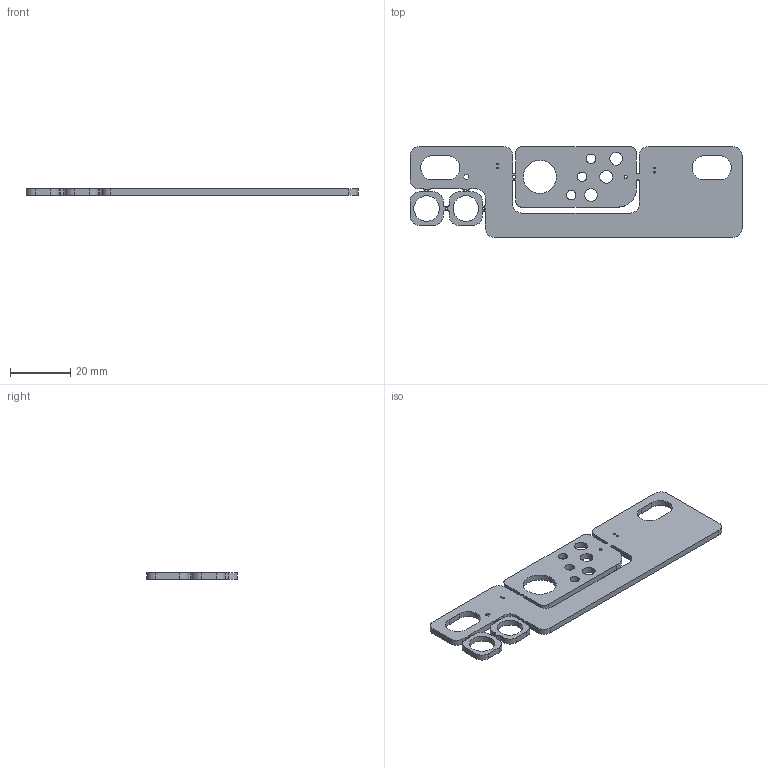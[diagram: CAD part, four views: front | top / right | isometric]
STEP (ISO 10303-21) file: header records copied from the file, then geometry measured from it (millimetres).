
FILE_DESCRIPTION (( 'STEP AP214' ), '1' );
FILE_NAME ('export PCB.STEP', '2018-09-30T01:12:06', ( '' ), ( '' ), 'SwSTEP 2.0', 'SolidWorks 2018', '' );
FILE_SCHEMA (( 'AUTOMOTIVE_DESIGN' ));
Length unit declared in the file: millimetre
Products named in the file (1): export PCB
Bounding box: 110 x 30 x 2 mm (x, y, z)
Volume: 5075.5 mm3; surface area: 6570.2 mm2
Topology: 1 solids, 1 shells, 138 faces, 408 edges, 272 vertices
Faces by surface type: cylinder 90, plane 48
Entity records: 4826 total; most frequent: DIRECTION 866, CARTESIAN_POINT 819, ORIENTED_EDGE 816, EDGE_CURVE 408, AXIS2_PLACEMENT_3D 319, VERTEX_POINT 272, VECTOR 228, LINE 228
